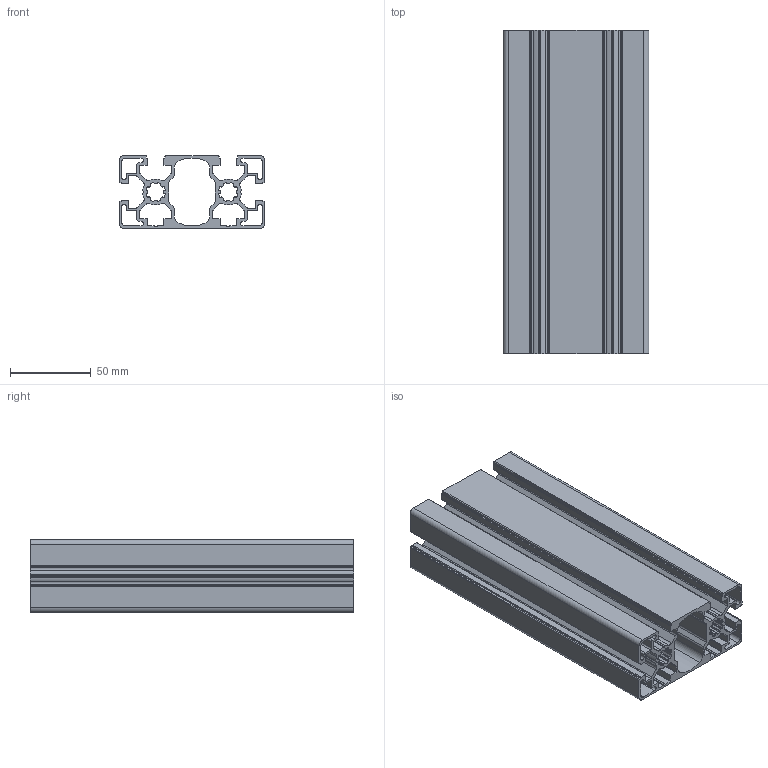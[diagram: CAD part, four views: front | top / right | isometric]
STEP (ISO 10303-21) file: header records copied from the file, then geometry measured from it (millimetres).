
FILE_DESCRIPTION (( 'STEP AP203' ), '1' );
FILE_NAME ('411459099_c_1.STEP', '2022-10-23T03:17:17', ( '' ), ( '' ), 'SwSTEP 2.0', 'SolidWorks 2014', '' );
FILE_SCHEMA (( 'CONFIG_CONTROL_DESIGN' ));
Length unit declared in the file: millimetre
Products named in the file (1): 411459099_c_1
Bounding box: 90 x 200 x 45 mm (x, y, z)
Volume: 220191 mm3; surface area: 198376.8 mm2
Topology: 1 solids, 1 shells, 433 faces, 1293 edges, 862 vertices
Faces by surface type: cylinder 273, plane 160
Entity records: 14906 total; most frequent: DIRECTION 2707, CARTESIAN_POINT 2589, ORIENTED_EDGE 2586, EDGE_CURVE 1293, AXIS2_PLACEMENT_3D 980, VERTEX_POINT 862, VECTOR 747, LINE 747
